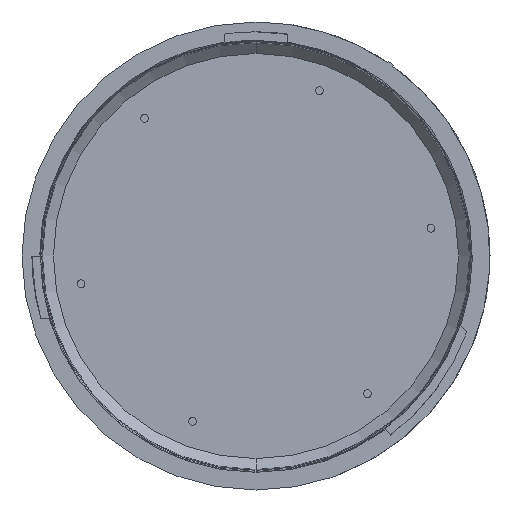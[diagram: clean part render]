
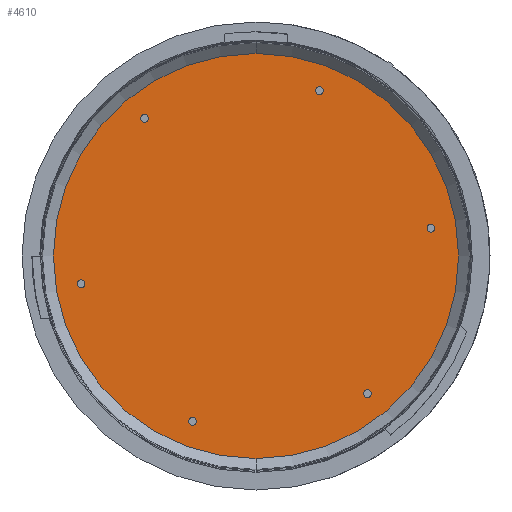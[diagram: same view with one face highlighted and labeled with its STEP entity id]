
A CAD part, front view. The second image highlights one B-rep face of the part: STEP entity #4610.
In plain terms, the highlighted planar face has unit normal (0, -1, 0).
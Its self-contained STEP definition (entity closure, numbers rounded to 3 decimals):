
#1089 = EDGE_CURVE ( 'NONE', #5822, #6053, #5702, .T. ) ;
#1100 = EDGE_CURVE ( 'NONE', #6365, #6082, #5723, .T. ) ;
#1105 = EDGE_CURVE ( 'NONE', #5889, #5900, #5721, .T. ) ;
#1117 = EDGE_CURVE ( 'NONE', #3113, #3110, #5750, .T. ) ;
#1132 = EDGE_CURVE ( 'NONE', #6300, #6156, #3029, .T. ) ;
#1134 = EDGE_CURVE ( 'NONE', #5860, #6010, #3002, .T. ) ;
#1137 = EDGE_CURVE ( 'NONE', #6386, #6384, #2937, .T. ) ;
#1231 = CARTESIAN_POINT ( 'NONE',  ( 0., 11.7, 0. ) ) ;
#1233 = FACE_BOUND ( 'NONE', #5370, .T. ) ;
#1234 = FACE_BOUND ( 'NONE', #5402, .T. ) ;
#1236 = FACE_BOUND ( 'NONE', #5814, .T. ) ;
#1238 = FACE_BOUND ( 'NONE', #6026, .T. ) ;
#1239 = FACE_OUTER_BOUND ( 'NONE', #6327, .T. ) ;
#1240 = FACE_BOUND ( 'NONE', #5865, .T. ) ;
#1241 = PLANE ( 'NONE',  #4687 ) ;
#1242 = FACE_BOUND ( 'NONE', #3061, .T. ) ;
#1246 = DIRECTION ( 'NONE',  ( 0., -1., 0. ) ) ;
#1248 = DIRECTION ( 'NONE',  ( 0., 0., -1. ) ) ;
#1335 = CARTESIAN_POINT ( 'NONE',  ( 0., 11.7, 0. ) ) ;
#1337 = DIRECTION ( 'NONE',  ( 0., 1., 0. ) ) ;
#1338 = DIRECTION ( 'NONE',  ( 0., 0., 1. ) ) ;
#1911 = CARTESIAN_POINT ( 'NONE',  ( -26.915, 11.7, -4.263 ) ) ;
#1912 = DIRECTION ( 'NONE',  ( 0., -1., 0. ) ) ;
#1913 = DIRECTION ( 'NONE',  ( 0., 0., -1. ) ) ;
#1915 = CARTESIAN_POINT ( 'NONE',  ( -9.766, 11.7, -25.44 ) ) ;
#1916 = DIRECTION ( 'NONE',  ( 0., -1., 0. ) ) ;
#1917 = DIRECTION ( 'NONE',  ( 0., 0., -1. ) ) ;
#1919 = CARTESIAN_POINT ( 'NONE',  ( -17.149, 11.7, 21.177 ) ) ;
#1920 = DIRECTION ( 'NONE',  ( 0., -1., 0. ) ) ;
#1921 = DIRECTION ( 'NONE',  ( 0., 0., -1. ) ) ;
#1924 = CARTESIAN_POINT ( 'NONE',  ( 17.149, 11.7, -21.177 ) ) ;
#1925 = DIRECTION ( 'NONE',  ( 0., -1., 0. ) ) ;
#1926 = DIRECTION ( 'NONE',  ( 0., 0., -1. ) ) ;
#1930 = CARTESIAN_POINT ( 'NONE',  ( 9.766, 11.7, 25.44 ) ) ;
#1931 = DIRECTION ( 'NONE',  ( 0., -1., 0. ) ) ;
#1933 = DIRECTION ( 'NONE',  ( 0., 0., -1. ) ) ;
#1937 = CARTESIAN_POINT ( 'NONE',  ( 26.915, 11.7, 4.263 ) ) ;
#1938 = DIRECTION ( 'NONE',  ( 0., -1., 0. ) ) ;
#1939 = DIRECTION ( 'NONE',  ( 0., 0., -1. ) ) ;
#2165 = CARTESIAN_POINT ( 'NONE',  ( 17.149, 11.7, -21.777 ) ) ;
#2168 = CARTESIAN_POINT ( 'NONE',  ( 26.915, 11.7, 3.663 ) ) ;
#2169 = CARTESIAN_POINT ( 'NONE',  ( -26.915, 11.7, -4.863 ) ) ;
#2172 = CARTESIAN_POINT ( 'NONE',  ( -26.915, 11.7, -3.663 ) ) ;
#2174 = CARTESIAN_POINT ( 'NONE',  ( 17.149, 11.7, -20.577 ) ) ;
#2181 = CARTESIAN_POINT ( 'NONE',  ( 26.915, 11.7, 4.863 ) ) ;
#2186 = CARTESIAN_POINT ( 'NONE',  ( -9.766, 11.7, -24.84 ) ) ;
#2188 = CARTESIAN_POINT ( 'NONE',  ( 9.766, 11.7, 26.04 ) ) ;
#2189 = CARTESIAN_POINT ( 'NONE',  ( 9.766, 11.7, 24.84 ) ) ;
#2194 = CARTESIAN_POINT ( 'NONE',  ( -17.149, 11.7, 21.777 ) ) ;
#2195 = CARTESIAN_POINT ( 'NONE',  ( -9.766, 11.7, -26.04 ) ) ;
#2196 = CARTESIAN_POINT ( 'NONE',  ( -17.149, 11.7, 20.577 ) ) ;
#2937 = CIRCLE ( 'NONE', #3038, 0.6 ) ;
#2997 = AXIS2_PLACEMENT_3D ( 'NONE', #6563, #6564, #6565 ) ;
#3000 = AXIS2_PLACEMENT_3D ( 'NONE', #6557, #6558, #6559 ) ;
#3002 = CIRCLE ( 'NONE', #2997, 0.6 ) ;
#3029 = CIRCLE ( 'NONE', #3000, 0.6 ) ;
#3038 = AXIS2_PLACEMENT_3D ( 'NONE', #6571, #6572, #6573 ) ;
#3061 = EDGE_LOOP ( 'NONE', ( #5844, #5852 ) ) ;
#3110 = VERTEX_POINT ( 'NONE', #7172 ) ;
#3113 = VERTEX_POINT ( 'NONE', #7175 ) ;
#4207 = CARTESIAN_POINT ( 'NONE',  ( 26.915, 11.7, 4.263 ) ) ;
#4208 = DIRECTION ( 'NONE',  ( 0., -1., 0. ) ) ;
#4209 = DIRECTION ( 'NONE',  ( 0., 0., -1. ) ) ;
#4240 = CARTESIAN_POINT ( 'NONE',  ( -9.766, 11.7, -25.44 ) ) ;
#4241 = DIRECTION ( 'NONE',  ( 0., -1., 0. ) ) ;
#4242 = DIRECTION ( 'NONE',  ( 0., 0., -1. ) ) ;
#4259 = CARTESIAN_POINT ( 'NONE',  ( -26.915, 11.7, -4.263 ) ) ;
#4260 = DIRECTION ( 'NONE',  ( 0., -1., 0. ) ) ;
#4261 = DIRECTION ( 'NONE',  ( 0., 0., -1. ) ) ;
#4297 = CARTESIAN_POINT ( 'NONE',  ( 0., 11.7, 0. ) ) ;
#4298 = DIRECTION ( 'NONE',  ( 0., 1., 0. ) ) ;
#4299 = DIRECTION ( 'NONE',  ( 0., 0., 1. ) ) ;
#4610 = ADVANCED_FACE ( 'PLANAR_127', ( #1234, #1238, #1240, #1242, #1233, #1236, #1239 ), #1241, .T. ) ;
#4687 = AXIS2_PLACEMENT_3D ( 'NONE', #1231, #1246, #1248 ) ;
#4818 = AXIS2_PLACEMENT_3D ( 'NONE', #1335, #1337, #1338 ) ;
#4819 = CIRCLE ( 'NONE', #4818, 31.161 ) ;
#4971 = CIRCLE ( 'NONE', #4991, 0.6 ) ;
#4972 = AXIS2_PLACEMENT_3D ( 'NONE', #1919, #1920, #1921 ) ;
#4973 = CIRCLE ( 'NONE', #4993, 0.6 ) ;
#4974 = AXIS2_PLACEMENT_3D ( 'NONE', #1915, #1916, #1917 ) ;
#4975 = CIRCLE ( 'NONE', #4972, 0.6 ) ;
#4976 = AXIS2_PLACEMENT_3D ( 'NONE', #1911, #1912, #1913 ) ;
#4977 = CIRCLE ( 'NONE', #4974, 0.6 ) ;
#4979 = CIRCLE ( 'NONE', #4976, 0.6 ) ;
#4989 = AXIS2_PLACEMENT_3D ( 'NONE', #1937, #1938, #1939 ) ;
#4991 = AXIS2_PLACEMENT_3D ( 'NONE', #1930, #1931, #1933 ) ;
#4992 = CIRCLE ( 'NONE', #4989, 0.6 ) ;
#4993 = AXIS2_PLACEMENT_3D ( 'NONE', #1924, #1925, #1926 ) ;
#5180 = EDGE_CURVE ( 'NONE', #3110, #3113, #4819, .T. ) ;
#5310 = EDGE_CURVE ( 'NONE', #5900, #5889, #4979, .T. ) ;
#5311 = EDGE_CURVE ( 'NONE', #6082, #6365, #4977, .T. ) ;
#5312 = EDGE_CURVE ( 'NONE', #6384, #6386, #4975, .T. ) ;
#5313 = EDGE_CURVE ( 'NONE', #6010, #5860, #4973, .T. ) ;
#5314 = EDGE_CURVE ( 'NONE', #6156, #6300, #4971, .T. ) ;
#5315 = EDGE_CURVE ( 'NONE', #6053, #5822, #4992, .T. ) ;
#5370 = EDGE_LOOP ( 'NONE', ( #5891, #6193 ) ) ;
#5402 = EDGE_LOOP ( 'NONE', ( #6131, #6389 ) ) ;
#5702 = CIRCLE ( 'NONE', #5768, 0.6 ) ;
#5721 = CIRCLE ( 'NONE', #5728, 0.6 ) ;
#5723 = CIRCLE ( 'NONE', #5729, 0.6 ) ;
#5728 = AXIS2_PLACEMENT_3D ( 'NONE', #4259, #4260, #4261 ) ;
#5729 = AXIS2_PLACEMENT_3D ( 'NONE', #4240, #4241, #4242 ) ;
#5750 = CIRCLE ( 'NONE', #5752, 31.161 ) ;
#5752 = AXIS2_PLACEMENT_3D ( 'NONE', #4297, #4298, #4299 ) ;
#5768 = AXIS2_PLACEMENT_3D ( 'NONE', #4207, #4208, #4209 ) ;
#5814 = EDGE_LOOP ( 'NONE', ( #6006, #5969 ) ) ;
#5822 = VERTEX_POINT ( 'NONE', #2168 ) ;
#5844 = ORIENTED_EDGE ( 'NONE', *, *, #5313, .F. ) ;
#5852 = ORIENTED_EDGE ( 'NONE', *, *, #1134, .F. ) ;
#5860 = VERTEX_POINT ( 'NONE', #2165 ) ;
#5865 = EDGE_LOOP ( 'NONE', ( #6061, #6008 ) ) ;
#5889 = VERTEX_POINT ( 'NONE', #2169 ) ;
#5891 = ORIENTED_EDGE ( 'NONE', *, *, #5314, .F. ) ;
#5900 = VERTEX_POINT ( 'NONE', #2172 ) ;
#5969 = ORIENTED_EDGE ( 'NONE', *, *, #1089, .F. ) ;
#5970 = ORIENTED_EDGE ( 'NONE', *, *, #1117, .F. ) ;
#6006 = ORIENTED_EDGE ( 'NONE', *, *, #5315, .F. ) ;
#6008 = ORIENTED_EDGE ( 'NONE', *, *, #1137, .F. ) ;
#6010 = VERTEX_POINT ( 'NONE', #2174 ) ;
#6015 = ORIENTED_EDGE ( 'NONE', *, *, #5180, .F. ) ;
#6026 = EDGE_LOOP ( 'NONE', ( #6299, #6060 ) ) ;
#6053 = VERTEX_POINT ( 'NONE', #2181 ) ;
#6060 = ORIENTED_EDGE ( 'NONE', *, *, #1100, .F. ) ;
#6061 = ORIENTED_EDGE ( 'NONE', *, *, #5312, .F. ) ;
#6082 = VERTEX_POINT ( 'NONE', #2186 ) ;
#6131 = ORIENTED_EDGE ( 'NONE', *, *, #5310, .F. ) ;
#6156 = VERTEX_POINT ( 'NONE', #2188 ) ;
#6193 = ORIENTED_EDGE ( 'NONE', *, *, #1132, .F. ) ;
#6299 = ORIENTED_EDGE ( 'NONE', *, *, #5311, .F. ) ;
#6300 = VERTEX_POINT ( 'NONE', #2189 ) ;
#6327 = EDGE_LOOP ( 'NONE', ( #5970, #6015 ) ) ;
#6365 = VERTEX_POINT ( 'NONE', #2195 ) ;
#6384 = VERTEX_POINT ( 'NONE', #2194 ) ;
#6386 = VERTEX_POINT ( 'NONE', #2196 ) ;
#6389 = ORIENTED_EDGE ( 'NONE', *, *, #1105, .F. ) ;
#6557 = CARTESIAN_POINT ( 'NONE',  ( 9.766, 11.7, 25.44 ) ) ;
#6558 = DIRECTION ( 'NONE',  ( 0., -1., 0. ) ) ;
#6559 = DIRECTION ( 'NONE',  ( 0., 0., -1. ) ) ;
#6563 = CARTESIAN_POINT ( 'NONE',  ( 17.149, 11.7, -21.177 ) ) ;
#6564 = DIRECTION ( 'NONE',  ( 0., -1., 0. ) ) ;
#6565 = DIRECTION ( 'NONE',  ( 0., 0., -1. ) ) ;
#6571 = CARTESIAN_POINT ( 'NONE',  ( -17.149, 11.7, 21.177 ) ) ;
#6572 = DIRECTION ( 'NONE',  ( 0., -1., 0. ) ) ;
#6573 = DIRECTION ( 'NONE',  ( 0., 0., -1. ) ) ;
#7172 = CARTESIAN_POINT ( 'NONE',  ( 0., 11.7, 31.161 ) ) ;
#7175 = CARTESIAN_POINT ( 'NONE',  ( 0., 11.7, -31.161 ) ) ;
